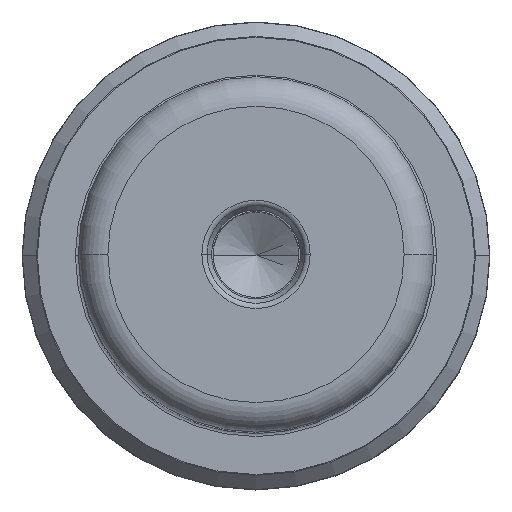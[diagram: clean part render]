
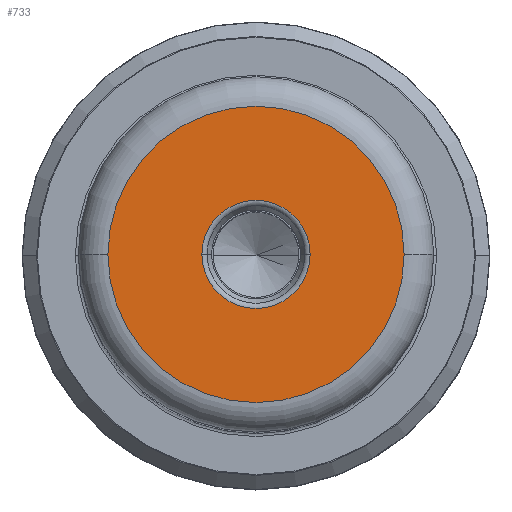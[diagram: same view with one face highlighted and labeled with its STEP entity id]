
A CAD part, top view. The second image highlights one B-rep face of the part: STEP entity #733.
In plain terms, the highlighted planar face has unit normal (0, 0, 1).
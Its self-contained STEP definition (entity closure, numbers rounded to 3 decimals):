
#26 = CARTESIAN_POINT ( 'NONE',  ( -9.138, 0., 202. ) ) ;
#95 = DIRECTION ( 'NONE',  ( 0., 0., 1. ) ) ;
#218 = AXIS2_PLACEMENT_3D ( 'NONE', #698, #4170, #1002 ) ;
#409 = VERTEX_POINT ( 'NONE', #3217 ) ;
#430 = ORIENTED_EDGE ( 'NONE', *, *, #4070, .T. ) ;
#467 = CIRCLE ( 'NONE', #3620, 9.138 ) ;
#501 = AXIS2_PLACEMENT_3D ( 'NONE', #3561, #95, #3517 ) ;
#550 = EDGE_CURVE ( 'NONE', #657, #3842, #645, .T. ) ;
#642 = CARTESIAN_POINT ( 'NONE',  ( 0., 0., 202. ) ) ;
#645 = CIRCLE ( 'NONE', #1928, 9.138 ) ;
#657 = VERTEX_POINT ( 'NONE', #26 ) ;
#687 = DIRECTION ( 'NONE',  ( 0., 0., -1. ) ) ;
#698 = CARTESIAN_POINT ( 'NONE',  ( 0., 0., 202. ) ) ;
#733 = ADVANCED_FACE ( 'NONE', ( #2461, #3773 ), #1043, .T. ) ;
#802 = DIRECTION ( 'NONE',  ( 0., 0., 1. ) ) ;
#946 = EDGE_LOOP ( 'NONE', ( #3215, #430 ) ) ;
#999 = VERTEX_POINT ( 'NONE', #1178 ) ;
#1002 = DIRECTION ( 'NONE',  ( 1., 0., 0. ) ) ;
#1043 = PLANE ( 'NONE',  #218 ) ;
#1178 = CARTESIAN_POINT ( 'NONE',  ( -25.017, 0., 202. ) ) ;
#1251 = DIRECTION ( 'NONE',  ( -1., 0., 0. ) ) ;
#1702 = CIRCLE ( 'NONE', #4207, 25.017 ) ;
#1864 = EDGE_CURVE ( 'NONE', #3842, #657, #467, .T. ) ;
#1928 = AXIS2_PLACEMENT_3D ( 'NONE', #3001, #4373, #1251 ) ;
#1934 = ORIENTED_EDGE ( 'NONE', *, *, #550, .T. ) ;
#2461 = FACE_BOUND ( 'NONE', #3431, .T. ) ;
#3001 = CARTESIAN_POINT ( 'NONE',  ( 0., 0., 202. ) ) ;
#3106 = ORIENTED_EDGE ( 'NONE', *, *, #1864, .T. ) ;
#3167 = DIRECTION ( 'NONE',  ( 1., 0., 0. ) ) ;
#3210 = CARTESIAN_POINT ( 'NONE',  ( 0., 0., 202. ) ) ;
#3215 = ORIENTED_EDGE ( 'NONE', *, *, #3513, .T. ) ;
#3217 = CARTESIAN_POINT ( 'NONE',  ( 25.017, 0., 202. ) ) ;
#3431 = EDGE_LOOP ( 'NONE', ( #1934, #3106 ) ) ;
#3513 = EDGE_CURVE ( 'NONE', #409, #999, #3859, .T. ) ;
#3517 = DIRECTION ( 'NONE',  ( 1., 0., 0. ) ) ;
#3561 = CARTESIAN_POINT ( 'NONE',  ( 0., 0., 202. ) ) ;
#3620 = AXIS2_PLACEMENT_3D ( 'NONE', #642, #687, #4086 ) ;
#3773 = FACE_OUTER_BOUND ( 'NONE', #946, .T. ) ;
#3842 = VERTEX_POINT ( 'NONE', #4392 ) ;
#3859 = CIRCLE ( 'NONE', #501, 25.017 ) ;
#4070 = EDGE_CURVE ( 'NONE', #999, #409, #1702, .T. ) ;
#4086 = DIRECTION ( 'NONE',  ( -1., 0., 0. ) ) ;
#4170 = DIRECTION ( 'NONE',  ( 0., 0., 1. ) ) ;
#4207 = AXIS2_PLACEMENT_3D ( 'NONE', #3210, #802, #3167 ) ;
#4373 = DIRECTION ( 'NONE',  ( 0., 0., -1. ) ) ;
#4392 = CARTESIAN_POINT ( 'NONE',  ( 9.138, 0., 202. ) ) ;
